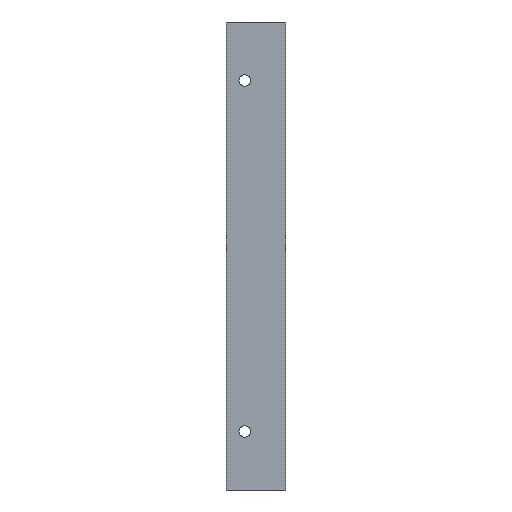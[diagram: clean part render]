
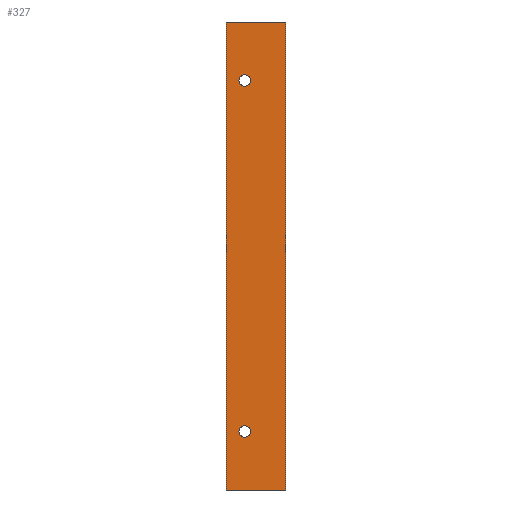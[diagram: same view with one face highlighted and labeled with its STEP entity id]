
A CAD part, left-side view. The second image highlights one B-rep face of the part: STEP entity #327.
In plain terms, the highlighted planar face has unit normal (-1, 0, 0).
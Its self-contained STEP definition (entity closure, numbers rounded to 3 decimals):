
#15 = EDGE_CURVE ( 'NONE', #1017, #1022, #783, .T. ) ;
#16 = EDGE_CURVE ( 'NONE', #297, #1017, #300, .T. ) ;
#19 = CARTESIAN_POINT ( 'NONE',  ( -25.4, 35., 55. ) ) ;
#50 = ORIENTED_EDGE ( 'NONE', *, *, #731, .T. ) ;
#51 = CIRCLE ( 'NONE', #780, 5. ) ;
#70 = DIRECTION ( 'NONE',  ( 0., -1., 0. ) ) ;
#81 = LINE ( 'NONE', #311, #609 ) ;
#97 = CARTESIAN_POINT ( 'NONE',  ( -25.4, 35., 50. ) ) ;
#114 = EDGE_LOOP ( 'NONE', ( #682, #384 ) ) ;
#133 = CARTESIAN_POINT ( 'NONE',  ( -25.4, 0., 400. ) ) ;
#143 = DIRECTION ( 'NONE',  ( 0., 0., -1. ) ) ;
#144 = CIRCLE ( 'NONE', #412, 5. ) ;
#188 = PLANE ( 'NONE',  #742 ) ;
#218 = DIRECTION ( 'NONE',  ( 1., 0., 0. ) ) ;
#220 = CARTESIAN_POINT ( 'NONE',  ( -25.4, 35., 350. ) ) ;
#248 = EDGE_CURVE ( 'NONE', #800, #749, #477, .T. ) ;
#261 = AXIS2_PLACEMENT_3D ( 'NONE', #278, #218, #787 ) ;
#267 = ORIENTED_EDGE ( 'NONE', *, *, #920, .T. ) ;
#278 = CARTESIAN_POINT ( 'NONE',  ( -25.4, 35., 350. ) ) ;
#285 = CARTESIAN_POINT ( 'NONE',  ( -25.4, 0., 0. ) ) ;
#297 = VERTEX_POINT ( 'NONE', #837 ) ;
#300 = LINE ( 'NONE', #133, #729 ) ;
#311 = CARTESIAN_POINT ( 'NONE',  ( -25.4, 50.8, 400. ) ) ;
#323 = CARTESIAN_POINT ( 'NONE',  ( -25.4, 35., 345. ) ) ;
#327 = ADVANCED_FACE ( 'NONE', ( #444, #910, #585 ), #188, .F. ) ;
#353 = CARTESIAN_POINT ( 'NONE',  ( -25.4, 35., 45. ) ) ;
#384 = ORIENTED_EDGE ( 'NONE', *, *, #973, .T. ) ;
#391 = EDGE_LOOP ( 'NONE', ( #50, #887, #730, #785 ) ) ;
#412 = AXIS2_PLACEMENT_3D ( 'NONE', #220, #858, #525 ) ;
#437 = CARTESIAN_POINT ( 'NONE',  ( -25.4, 0., 400. ) ) ;
#444 = FACE_BOUND ( 'NONE', #114, .T. ) ;
#462 = EDGE_CURVE ( 'NONE', #529, #843, #144, .T. ) ;
#477 = CIRCLE ( 'NONE', #966, 5. ) ;
#505 = DIRECTION ( 'NONE',  ( 0., 0., -1. ) ) ;
#510 = CARTESIAN_POINT ( 'NONE',  ( -25.4, 35., 50. ) ) ;
#524 = VECTOR ( 'NONE', #751, 1000. ) ;
#525 = DIRECTION ( 'NONE',  ( 0., 0., -1. ) ) ;
#529 = VERTEX_POINT ( 'NONE', #323 ) ;
#543 = CIRCLE ( 'NONE', #261, 5. ) ;
#568 = EDGE_CURVE ( 'NONE', #297, #630, #81, .T. ) ;
#585 = FACE_OUTER_BOUND ( 'NONE', #391, .T. ) ;
#597 = LINE ( 'NONE', #285, #524 ) ;
#599 = DIRECTION ( 'NONE',  ( 0., 0., -1. ) ) ;
#604 = VECTOR ( 'NONE', #143, 1000. ) ;
#606 = CARTESIAN_POINT ( 'NONE',  ( -25.4, 35., 355. ) ) ;
#609 = VECTOR ( 'NONE', #721, 1000. ) ;
#617 = EDGE_LOOP ( 'NONE', ( #267, #890 ) ) ;
#630 = VERTEX_POINT ( 'NONE', #705 ) ;
#673 = DIRECTION ( 'NONE',  ( 0., 0., -1. ) ) ;
#680 = DIRECTION ( 'NONE',  ( 1., 0., 0. ) ) ;
#682 = ORIENTED_EDGE ( 'NONE', *, *, #462, .T. ) ;
#705 = CARTESIAN_POINT ( 'NONE',  ( -25.4, 50.8, 0. ) ) ;
#708 = CARTESIAN_POINT ( 'NONE',  ( -25.4, 0., 400. ) ) ;
#721 = DIRECTION ( 'NONE',  ( 0., 0., -1. ) ) ;
#729 = VECTOR ( 'NONE', #70, 1000. ) ;
#730 = ORIENTED_EDGE ( 'NONE', *, *, #16, .F. ) ;
#731 = EDGE_CURVE ( 'NONE', #630, #1022, #597, .T. ) ;
#742 = AXIS2_PLACEMENT_3D ( 'NONE', #437, #680, #505 ) ;
#747 = DIRECTION ( 'NONE',  ( 1., 0., 0. ) ) ;
#749 = VERTEX_POINT ( 'NONE', #353 ) ;
#751 = DIRECTION ( 'NONE',  ( 0., -1., 0. ) ) ;
#774 = CARTESIAN_POINT ( 'NONE',  ( -25.4, 0., 400. ) ) ;
#780 = AXIS2_PLACEMENT_3D ( 'NONE', #97, #857, #599 ) ;
#783 = LINE ( 'NONE', #774, #604 ) ;
#785 = ORIENTED_EDGE ( 'NONE', *, *, #568, .T. ) ;
#787 = DIRECTION ( 'NONE',  ( 0., 0., -1. ) ) ;
#800 = VERTEX_POINT ( 'NONE', #19 ) ;
#837 = CARTESIAN_POINT ( 'NONE',  ( -25.4, 50.8, 400. ) ) ;
#843 = VERTEX_POINT ( 'NONE', #606 ) ;
#857 = DIRECTION ( 'NONE',  ( 1., 0., 0. ) ) ;
#858 = DIRECTION ( 'NONE',  ( 1., 0., 0. ) ) ;
#870 = CARTESIAN_POINT ( 'NONE',  ( -25.4, 0., 0. ) ) ;
#887 = ORIENTED_EDGE ( 'NONE', *, *, #15, .F. ) ;
#890 = ORIENTED_EDGE ( 'NONE', *, *, #248, .T. ) ;
#910 = FACE_BOUND ( 'NONE', #617, .T. ) ;
#920 = EDGE_CURVE ( 'NONE', #749, #800, #51, .T. ) ;
#966 = AXIS2_PLACEMENT_3D ( 'NONE', #510, #747, #673 ) ;
#973 = EDGE_CURVE ( 'NONE', #843, #529, #543, .T. ) ;
#1017 = VERTEX_POINT ( 'NONE', #708 ) ;
#1022 = VERTEX_POINT ( 'NONE', #870 ) ;
